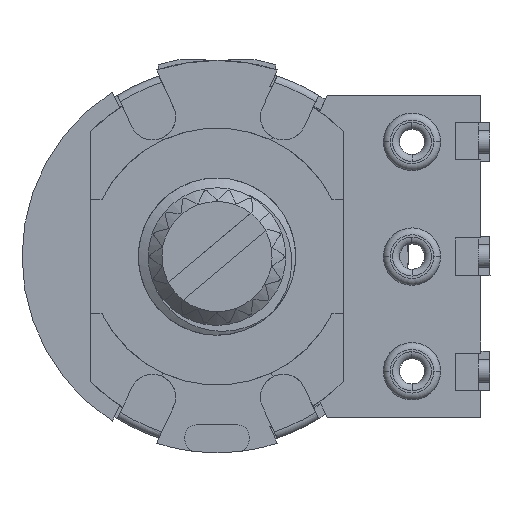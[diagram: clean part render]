
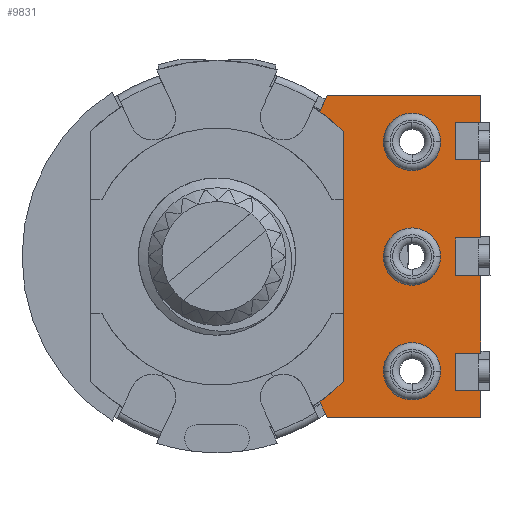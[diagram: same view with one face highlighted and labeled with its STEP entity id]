
A CAD part, front view. The second image highlights one B-rep face of the part: STEP entity #9831.
In plain terms, the highlighted planar face has unit normal (0, -1, 0).
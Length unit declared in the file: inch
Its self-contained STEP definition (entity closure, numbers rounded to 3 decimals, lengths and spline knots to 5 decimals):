
#662=CARTESIAN_POINT('',(0.21654,0.35343,
-0.33681));
#663=DIRECTION('',(0.,-1.,0.));
#664=DIRECTION('',(0.578,0.,-0.816));
#665=AXIS2_PLACEMENT_3D('',#662,#663,#664);
#730=DIRECTION('',(0.,0.,1.));
#731=VECTOR('',#730,0.42993);
#732=CARTESIAN_POINT('',(0.43307,0.35343,
-0.55177));
#733=LINE('',#732,#731);
#758=DIRECTION('',(-0.423,0.,-0.906));
#759=VECTOR('',#758,0.02997);
#760=CARTESIAN_POINT('',(0.40551,0.35343,
-0.06063));
#761=LINE('',#760,#759);
#762=DIRECTION('',(1.,0.,0.));
#763=VECTOR('',#762,0.26378);
#764=CARTESIAN_POINT('',(0.40551,0.35343,
-0.06063));
#765=LINE('',#764,#763);
#766=DIRECTION('',(0.,0.,-1.));
#767=VECTOR('',#766,0.04665);
#768=CARTESIAN_POINT('',(0.66929,0.35343,
-0.06063));
#769=LINE('',#768,#767);
#770=DIRECTION('',(-1.,0.,0.));
#771=VECTOR('',#770,0.04331);
#772=CARTESIAN_POINT('',(0.66929,0.35343,
-0.10728));
#773=LINE('',#772,#771);
#774=DIRECTION('',(0.,0.,1.));
#775=VECTOR('',#774,0.06378);
#776=CARTESIAN_POINT('',(0.62598,0.35343,
-0.17106));
#777=LINE('',#776,#775);
#778=DIRECTION('',(-1.,0.,0.));
#779=VECTOR('',#778,0.04331);
#780=CARTESIAN_POINT('',(0.66929,0.35343,
-0.17106));
#781=LINE('',#780,#779);
#782=DIRECTION('',(0.,0.,-1.));
#783=VECTOR('',#782,0.13386);
#784=CARTESIAN_POINT('',(0.66929,0.35343,
-0.17106));
#785=LINE('',#784,#783);
#786=DIRECTION('',(-1.,0.,0.));
#787=VECTOR('',#786,0.04331);
#788=CARTESIAN_POINT('',(0.66929,0.35343,
-0.30492));
#789=LINE('',#788,#787);
#790=DIRECTION('',(0.,0.,1.));
#791=VECTOR('',#790,0.06378);
#792=CARTESIAN_POINT('',(0.62598,0.35343,
-0.3687));
#793=LINE('',#792,#791);
#794=DIRECTION('',(-1.,0.,0.));
#795=VECTOR('',#794,0.04331);
#796=CARTESIAN_POINT('',(0.66929,0.35343,
-0.3687));
#797=LINE('',#796,#795);
#798=DIRECTION('',(0.,0.,-1.));
#799=VECTOR('',#798,0.13386);
#800=CARTESIAN_POINT('',(0.66929,0.35343,
-0.3687));
#801=LINE('',#800,#799);
#802=DIRECTION('',(-1.,0.,0.));
#803=VECTOR('',#802,0.04331);
#804=CARTESIAN_POINT('',(0.66929,0.35343,
-0.50256));
#805=LINE('',#804,#803);
#806=DIRECTION('',(0.,0.,1.));
#807=VECTOR('',#806,0.06378);
#808=CARTESIAN_POINT('',(0.62598,0.35343,
-0.56634));
#809=LINE('',#808,#807);
#810=DIRECTION('',(-1.,0.,0.));
#811=VECTOR('',#810,0.04331);
#812=CARTESIAN_POINT('',(0.66929,0.35343,
-0.56634));
#813=LINE('',#812,#811);
#814=DIRECTION('',(0.,0.,-1.));
#815=VECTOR('',#814,0.04665);
#816=CARTESIAN_POINT('',(0.66929,0.35343,
-0.56634));
#817=LINE('',#816,#815);
#818=DIRECTION('',(-1.,0.,0.));
#819=VECTOR('',#818,0.26378);
#820=CARTESIAN_POINT('',(0.66929,0.35343,
-0.61299));
#821=LINE('',#820,#819);
#822=DIRECTION('',(0.423,0.,-0.906));
#823=VECTOR('',#822,0.02997);
#824=CARTESIAN_POINT('',(0.39285,0.35343,
-0.58583));
#825=LINE('',#824,#823);
#826=CARTESIAN_POINT('',(0.55118,0.35343,
-0.53366));
#827=DIRECTION('',(0.,-1.,0.));
#828=DIRECTION('',(1.,0.,0.005));
#829=AXIS2_PLACEMENT_3D('',#826,#827,#828);
#831=CARTESIAN_POINT('',(0.55118,0.35343,
-0.53366));
#832=DIRECTION('',(0.,-1.,0.));
#833=DIRECTION('',(-1.,0.,-0.005));
#834=AXIS2_PLACEMENT_3D('',#831,#832,#833);
#836=CARTESIAN_POINT('',(0.55118,0.35343,
-0.33681));
#837=DIRECTION('',(0.,-1.,0.));
#838=DIRECTION('',(1.,0.,0.006));
#839=AXIS2_PLACEMENT_3D('',#836,#837,#838);
#841=CARTESIAN_POINT('',(0.55118,0.35343,
-0.33681));
#842=DIRECTION('',(0.,-1.,0.));
#843=DIRECTION('',(-1.,0.,-0.006));
#844=AXIS2_PLACEMENT_3D('',#841,#842,#843);
#846=CARTESIAN_POINT('',(0.55118,0.35343,
-0.13996));
#847=DIRECTION('',(0.,-1.,0.));
#848=DIRECTION('',(1.,0.,0.001));
#849=AXIS2_PLACEMENT_3D('',#846,#847,#848);
#851=CARTESIAN_POINT('',(0.55118,0.35343,
-0.13996));
#852=DIRECTION('',(0.,-1.,0.));
#853=DIRECTION('',(-1.,0.,-0.001));
#854=AXIS2_PLACEMENT_3D('',#851,#852,#853);
#870=CARTESIAN_POINT('',(0.21654,0.35343,
-0.33681));
#871=DIRECTION('',(0.,-1.,0.));
#872=DIRECTION('',(0.71,0.,0.705));
#873=AXIS2_PLACEMENT_3D('',#870,#871,#872);
#7692=CARTESIAN_POINT('',(0.66929,0.35343,
-0.06063));
#7694=VERTEX_POINT('',#7692);
#7696=CARTESIAN_POINT('',(0.66929,0.35343,
-0.61299));
#7698=VERTEX_POINT('',#7696);
#7724=CARTESIAN_POINT('',(0.40551,0.35343,
-0.61299));
#7726=VERTEX_POINT('',#7724);
#7732=CARTESIAN_POINT('',(0.40551,0.35343,
-0.06063));
#7734=VERTEX_POINT('',#7732);
#7756=CARTESIAN_POINT('',(0.66929,0.35343,
-0.10728));
#7757=CARTESIAN_POINT('',(0.62598,0.35343,
-0.10728));
#7758=VERTEX_POINT('',#7756);
#7759=VERTEX_POINT('',#7757);
#7760=CARTESIAN_POINT('',(0.66929,0.35343,
-0.17106));
#7761=CARTESIAN_POINT('',(0.62598,0.35343,
-0.17106));
#7762=VERTEX_POINT('',#7760);
#7763=VERTEX_POINT('',#7761);
#7764=CARTESIAN_POINT('',(0.66929,0.35343,
-0.30492));
#7765=CARTESIAN_POINT('',(0.62598,0.35343,
-0.30492));
#7766=VERTEX_POINT('',#7764);
#7767=VERTEX_POINT('',#7765);
#7768=CARTESIAN_POINT('',(0.66929,0.35343,
-0.3687));
#7769=CARTESIAN_POINT('',(0.62598,0.35343,
-0.3687));
#7770=VERTEX_POINT('',#7768);
#7771=VERTEX_POINT('',#7769);
#7772=CARTESIAN_POINT('',(0.66929,0.35343,
-0.50256));
#7773=CARTESIAN_POINT('',(0.62598,0.35343,
-0.50256));
#7774=VERTEX_POINT('',#7772);
#7775=VERTEX_POINT('',#7773);
#7776=CARTESIAN_POINT('',(0.66929,0.35343,
-0.56634));
#7777=CARTESIAN_POINT('',(0.62598,0.35343,
-0.56634));
#7778=VERTEX_POINT('',#7776);
#7779=VERTEX_POINT('',#7777);
#7852=CARTESIAN_POINT('',(0.39285,0.35343,
-0.08779));
#7854=VERTEX_POINT('',#7852);
#7870=CARTESIAN_POINT('',(0.39285,0.35343,
-0.58583));
#7871=VERTEX_POINT('',#7870);
#7880=CARTESIAN_POINT('',(0.43307,0.35343,
-0.55177));
#7881=CARTESIAN_POINT('',(0.43307,0.35343,
-0.12185));
#7882=VERTEX_POINT('',#7880);
#7883=VERTEX_POINT('',#7881);
#8507=CARTESIAN_POINT('',(0.60039,0.35343,
-0.53339));
#8508=CARTESIAN_POINT('',(0.50197,0.35343,
-0.53393));
#8509=VERTEX_POINT('',#8507);
#8510=VERTEX_POINT('',#8508);
#8615=CARTESIAN_POINT('',(0.60039,0.35343,
-0.33651));
#8616=CARTESIAN_POINT('',(0.50197,0.35343,
-0.33711));
#8617=VERTEX_POINT('',#8615);
#8618=VERTEX_POINT('',#8616);
#8723=CARTESIAN_POINT('',(0.60039,0.35343,
-0.1399));
#8724=CARTESIAN_POINT('',(0.50197,0.35343,
-0.14002));
#8725=VERTEX_POINT('',#8723);
#8726=VERTEX_POINT('',#8724);
#9768=CARTESIAN_POINT('',(0.21654,0.35343,
-0.33681));
#9769=DIRECTION('',(0.,1.,0.));
#9770=DIRECTION('',(0.,0.,-1.));
#9771=AXIS2_PLACEMENT_3D('',#9768,#9769,#9770);
#9772=PLANE('',#9771);
#9773=ORIENTED_EDGE('',*,*,#9753,.T.);
#9775=ORIENTED_EDGE('',*,*,#9774,.T.);
#9777=ORIENTED_EDGE('',*,*,#9776,.F.);
#9779=ORIENTED_EDGE('',*,*,#9778,.T.);
#9781=ORIENTED_EDGE('',*,*,#9780,.T.);
#9783=ORIENTED_EDGE('',*,*,#9782,.T.);
#9785=ORIENTED_EDGE('',*,*,#9784,.F.);
#9787=ORIENTED_EDGE('',*,*,#9786,.F.);
#9789=ORIENTED_EDGE('',*,*,#9788,.T.);
#9791=ORIENTED_EDGE('',*,*,#9790,.T.);
#9793=ORIENTED_EDGE('',*,*,#9792,.F.);
#9795=ORIENTED_EDGE('',*,*,#9794,.F.);
#9797=ORIENTED_EDGE('',*,*,#9796,.T.);
#9799=ORIENTED_EDGE('',*,*,#9798,.T.);
#9801=ORIENTED_EDGE('',*,*,#9800,.F.);
#9803=ORIENTED_EDGE('',*,*,#9802,.F.);
#9805=ORIENTED_EDGE('',*,*,#9804,.T.);
#9807=ORIENTED_EDGE('',*,*,#9806,.T.);
#9809=ORIENTED_EDGE('',*,*,#9808,.F.);
#9810=ORIENTED_EDGE('',*,*,#9666,.T.);
#9811=EDGE_LOOP('',(#9773,#9775,#9777,#9779,#9781,#9783,#9785,#9787,#9789,#9791,
#9793,#9795,#9797,#9799,#9801,#9803,#9805,#9807,#9809,#9810));
#9812=FACE_OUTER_BOUND('',#9811,.F.);
#9814=ORIENTED_EDGE('',*,*,#9813,.T.);
#9816=ORIENTED_EDGE('',*,*,#9815,.T.);
#9817=EDGE_LOOP('',(#9814,#9816));
#9818=FACE_BOUND('',#9817,.F.);
#9820=ORIENTED_EDGE('',*,*,#9819,.T.);
#9822=ORIENTED_EDGE('',*,*,#9821,.T.);
#9823=EDGE_LOOP('',(#9820,#9822));
#9824=FACE_BOUND('',#9823,.F.);
#9826=ORIENTED_EDGE('',*,*,#9825,.T.);
#9828=ORIENTED_EDGE('',*,*,#9827,.T.);
#9829=EDGE_LOOP('',(#9826,#9828));
#9830=FACE_BOUND('',#9829,.F.);
#9831=ADVANCED_FACE('',(#9812,#9818,#9824,#9830),#9772,.F.);
#666=CIRCLE('',#665,0.30512);
#830=CIRCLE('',#829,0.04921);
#835=CIRCLE('',#834,0.04921);
#840=CIRCLE('',#839,0.04921);
#845=CIRCLE('',#844,0.04921);
#850=CIRCLE('',#849,0.04921);
#855=CIRCLE('',#854,0.04921);
#874=CIRCLE('',#873,0.30512);
#9666=EDGE_CURVE('',#7871,#7882,#666,.T.);
#9753=EDGE_CURVE('',#7882,#7883,#733,.T.);
#9774=EDGE_CURVE('',#7883,#7854,#874,.T.);
#9776=EDGE_CURVE('',#7734,#7854,#761,.T.);
#9778=EDGE_CURVE('',#7734,#7694,#765,.T.);
#9780=EDGE_CURVE('',#7694,#7758,#769,.T.);
#9782=EDGE_CURVE('',#7758,#7759,#773,.T.);
#9784=EDGE_CURVE('',#7763,#7759,#777,.T.);
#9786=EDGE_CURVE('',#7762,#7763,#781,.T.);
#9788=EDGE_CURVE('',#7762,#7766,#785,.T.);
#9790=EDGE_CURVE('',#7766,#7767,#789,.T.);
#9792=EDGE_CURVE('',#7771,#7767,#793,.T.);
#9794=EDGE_CURVE('',#7770,#7771,#797,.T.);
#9796=EDGE_CURVE('',#7770,#7774,#801,.T.);
#9798=EDGE_CURVE('',#7774,#7775,#805,.T.);
#9800=EDGE_CURVE('',#7779,#7775,#809,.T.);
#9802=EDGE_CURVE('',#7778,#7779,#813,.T.);
#9804=EDGE_CURVE('',#7778,#7698,#817,.T.);
#9806=EDGE_CURVE('',#7698,#7726,#821,.T.);
#9808=EDGE_CURVE('',#7871,#7726,#825,.T.);
#9813=EDGE_CURVE('',#8509,#8510,#830,.T.);
#9815=EDGE_CURVE('',#8510,#8509,#835,.T.);
#9819=EDGE_CURVE('',#8617,#8618,#840,.T.);
#9821=EDGE_CURVE('',#8618,#8617,#845,.T.);
#9825=EDGE_CURVE('',#8725,#8726,#850,.T.);
#9827=EDGE_CURVE('',#8726,#8725,#855,.T.);
